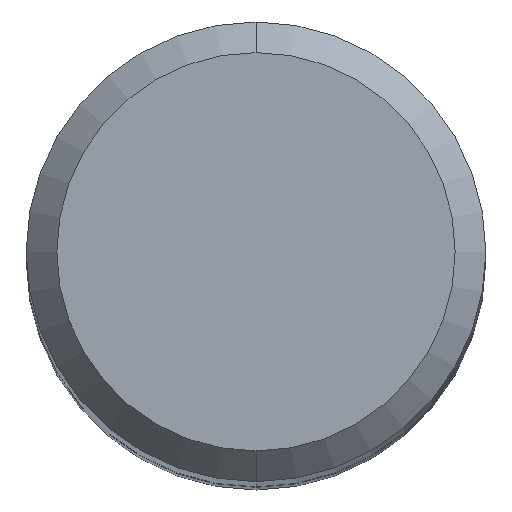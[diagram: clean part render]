
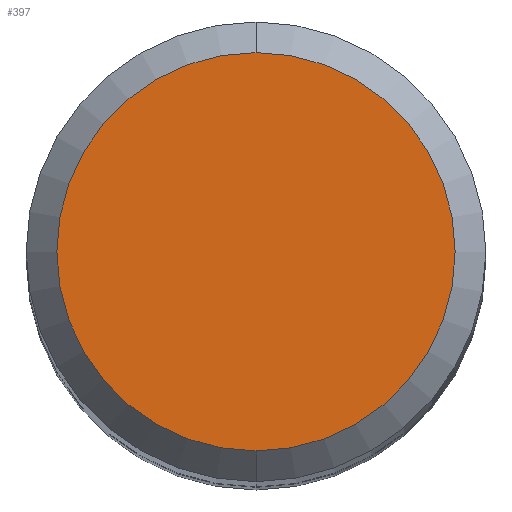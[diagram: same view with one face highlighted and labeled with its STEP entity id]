
A CAD part, top view. The second image highlights one B-rep face of the part: STEP entity #397.
In plain terms, the highlighted planar face has unit normal (0, 0, 1).
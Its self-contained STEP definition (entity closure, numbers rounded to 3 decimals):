
#233=EDGE_CURVE('',#281,#435,#540,.T.);
#281=VERTEX_POINT('',#592);
#383=EDGE_CURVE('',#435,#281,#703,.T.);
#397=ADVANCED_FACE('',(#719),#720,.T.);
#435=VERTEX_POINT('',#763);
#540=CIRCLE('',#941,2.6);
#592=CARTESIAN_POINT('',(0.0,2.6,0.0));
#703=CIRCLE('',#1260,2.6);
#719=FACE_OUTER_BOUND('',#1304,.T.);
#720=PLANE('',#1305);
#763=CARTESIAN_POINT('',(0.,-2.6,0.0));
#941=AXIS2_PLACEMENT_3D('',#1494,#1495,#1496);
#1260=AXIS2_PLACEMENT_3D('',#1671,#1672,#1673);
#1304=EDGE_LOOP('',(#1694,#1695));
#1305=AXIS2_PLACEMENT_3D('',#1696,#1697,#1698);
#1494=CARTESIAN_POINT('',(0.0,0.0,0.0));
#1495=DIRECTION('',(0.0,0.0,-1.0));
#1496=DIRECTION('',(0.0,1.0,0.0));
#1671=CARTESIAN_POINT('',(0.0,0.0,0.0));
#1672=DIRECTION('',(0.0,0.0,-1.0));
#1673=DIRECTION('',(0.0,1.0,0.0));
#1694=ORIENTED_EDGE('',*,*,#233,.F.);
#1695=ORIENTED_EDGE('',*,*,#383,.F.);
#1696=CARTESIAN_POINT('',(0.0,1.3,0.0));
#1697=DIRECTION('',(-0.0,0.0,1.0));
#1698=DIRECTION('',(0.0,-1.0,0.0));
